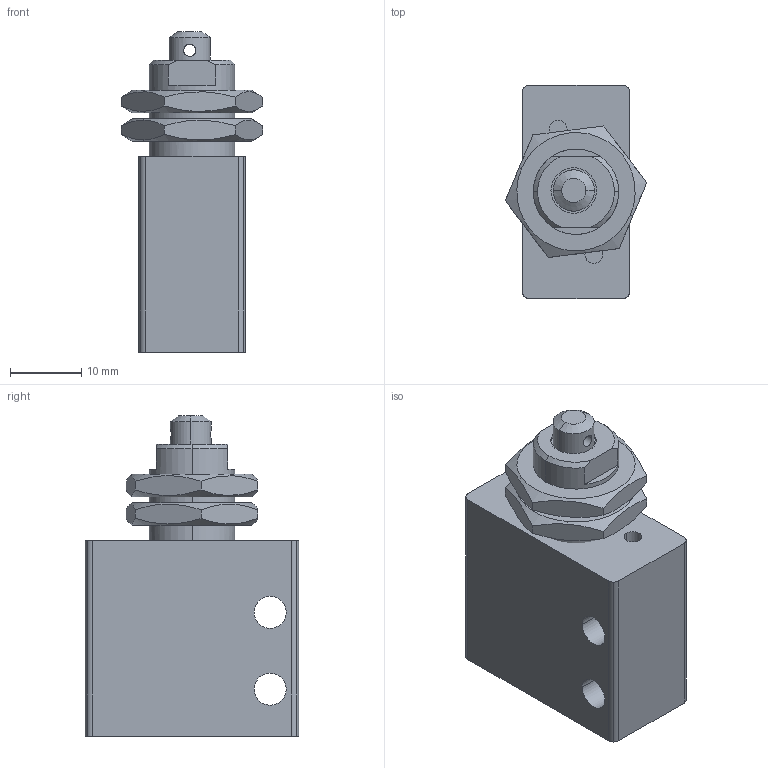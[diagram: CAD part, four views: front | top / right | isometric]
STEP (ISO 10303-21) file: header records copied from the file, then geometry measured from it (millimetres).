
FILE_DESCRIPTION((''),'2;1');
FILE_NAME('08_059_4.stp','2002-12-02T17:14:28',('Branislav Petkovic'),('AZ Pneumatica'),'AutoCAD STEP 2000i','AutoCAD 2000i','Via J. F. Kennedy, 26, 20020 Misinto (MI), ITALY');
FILE_SCHEMA(('CONFIG_CONTROL_DESIGN'));
Length unit declared in the file: millimetre
Products named in the file (6): 08_059_4; 305MAUL TELO; PART1A; PIPAK 304 MV; PART1; ~HEX NUT - ISO 8675 - M12 X 1.25
Assembly tree (6 placements, depth 3):
  08_059_4
    305MAUL TELO
      PART1A
    PIPAK 304 MV
      PART1
      ~HEX NUT - ISO 8675 - M12 X 1.25  x2
Bounding box: 19.87 x 30 x 45 mm (x, y, z)
Surface area: 6311.1 mm2 (no closed solid volume)
Topology: 0 solids, 4 shells, 171 faces, 448 edges, 292 vertices
Faces by surface type: cylinder 76, cone 40, plane 35, torus 16, bspline 4
Entity records: 8139 total; most frequent: CARTESIAN_POINT 4786, ORIENTED_EDGE 704, DIRECTION 630, EDGE_CURVE 352, AXIS2_PLACEMENT_3D 256, VERTEX_POINT 230, EDGE_LOOP 150, FACE_OUTER_BOUND 135
